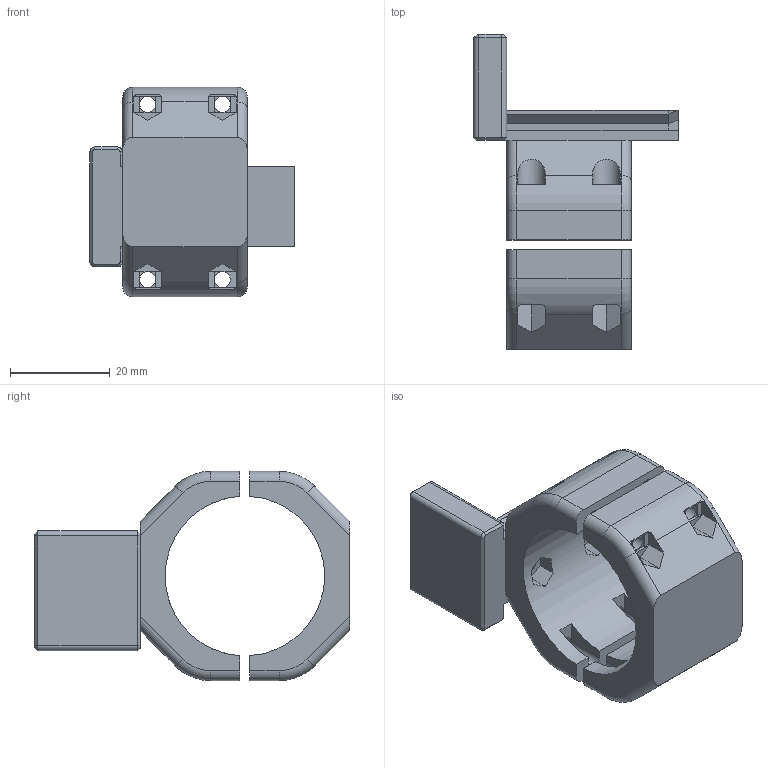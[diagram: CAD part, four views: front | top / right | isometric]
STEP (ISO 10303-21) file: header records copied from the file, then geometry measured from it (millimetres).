
FILE_DESCRIPTION(/* description */ (''),/* implementation_level */ '2;1');
FILE_NAME(/* name */ 'OBS-D-003 v10.step',/* time_stamp */ '2020-09-28T23:42:27+02:00',/* author */ (''),/* organization */ (''),/* preprocessor_version */ 'ST-DEVELOPER v18.1',/* originating_system */ 'Autodesk Translation Framework v9.3.0.1241',/* authorisation */ '');
FILE_SCHEMA (('AUTOMOTIVE_DESIGN { 1 0 10303 214 3 1 1 }'));
Length unit declared in the file: millimetre
Products named in the file (1): OBS-D-003
Bounding box: 41 x 63.2 x 41.94 mm (x, y, z)
Volume: 21657.4 mm3; surface area: 12680.8 mm2
Topology: 3 solids, 3 shells, 277 faces, 753 edges, 471 vertices
Faces by surface type: plane 215, cylinder 44, cone 10, torus 8
Full cylindrical faces by diameter (mm): 3.2 x12, 6 x2
Entity records: 8691 total; most frequent: ORIENTED_EDGE 1506, CARTESIAN_POINT 1502, DIRECTION 1498, EDGE_CURVE 753, LINE 564, VECTOR 564, VERTEX_POINT 471, AXIS2_PLACEMENT_3D 467
